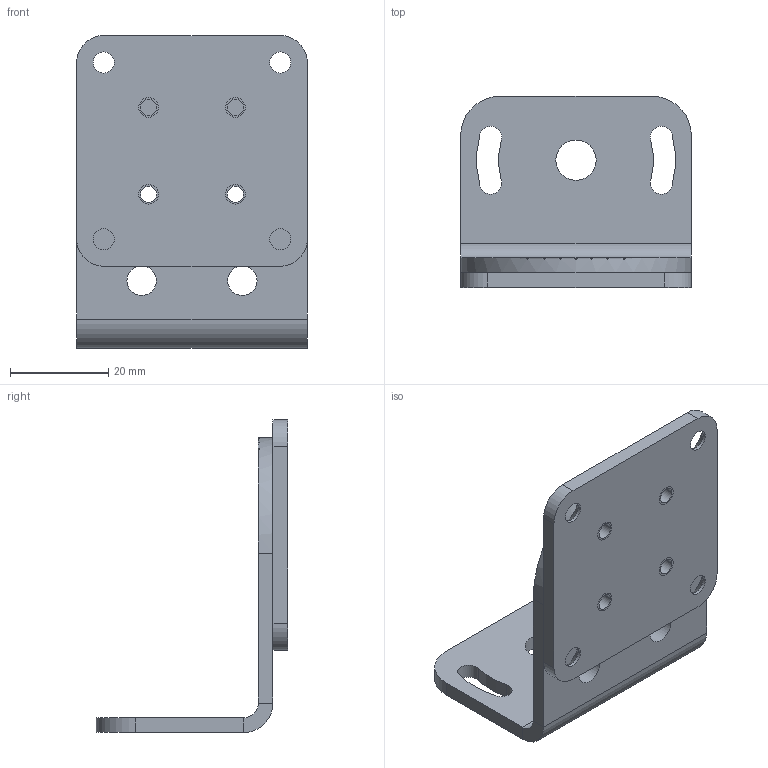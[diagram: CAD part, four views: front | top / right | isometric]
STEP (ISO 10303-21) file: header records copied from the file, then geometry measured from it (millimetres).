
FILE_DESCRIPTION((''),'2;1');
FILE_NAME('210259_ASM','2019-01-21T11:07:45',('pdmadmin'),('BANNER ENGINEERING'),'CREO PARAMETRIC BY PTC INC, 2018300','CREO PARAMETRIC BY PTC INC, 2018300','');
FILE_SCHEMA(('CONFIG_CONTROL_DESIGN'));
Length unit declared in the file: millimetre
Products named in the file (3): 208940; 208941; 210259_ASM
Assembly tree (2 placements, depth 2):
  210259_ASM
    208940
    208941
Bounding box: 47 x 39 x 63.76 mm (x, y, z)
Volume: 16916.8 mm3; surface area: 13774.1 mm2
Topology: 2 solids, 6 shells, 93 faces, 254 edges, 164 vertices
Faces by surface type: cylinder 62, plane 23, cone 8
Entity records: 3254 total; most frequent: CARTESIAN_POINT 655, DIRECTION 572, ORIENTED_EDGE 492, EDGE_CURVE 254, AXIS2_PLACEMENT_3D 232, VERTEX_POINT 164, CIRCLE 132, EDGE_LOOP 124
